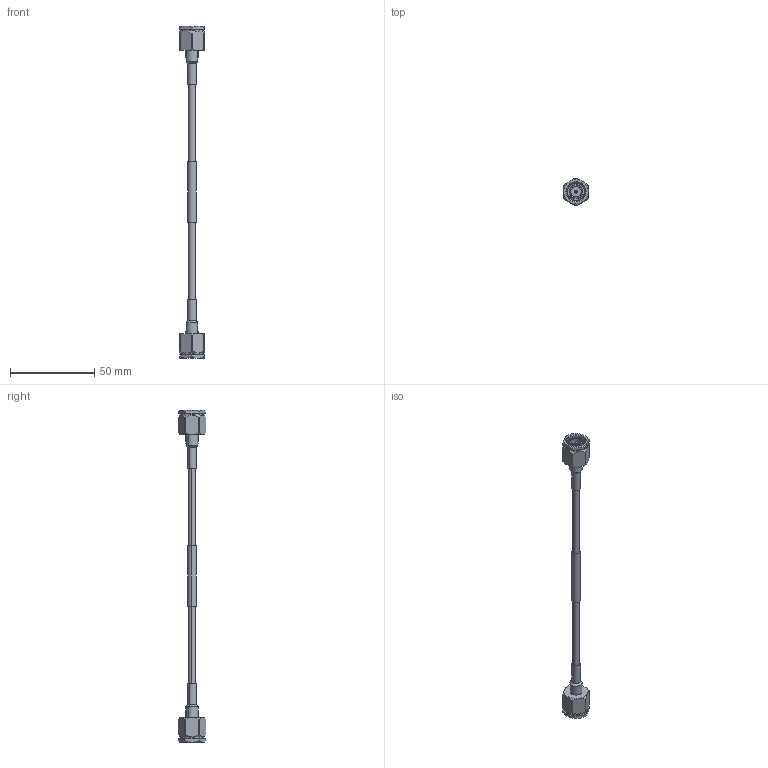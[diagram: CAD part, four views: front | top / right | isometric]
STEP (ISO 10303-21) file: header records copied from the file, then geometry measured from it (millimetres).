
FILE_DESCRIPTION (( 'STEP AP203' ), '1' );
FILE_NAME ('FMCA1043.step', '2019-06-11T14:58:21', ( '' ), ( '' ), 'SwSTEP 2.0', 'SolidWorks 2018', '' );
FILE_SCHEMA (( 'CONFIG_CONTROL_DESIGN' ));
Length unit declared in the file: inch
Products named in the file (4): FMCA1043; Coax Cable_FM141FLEX; Part5^FMCA1043; N Male vendor
Assembly tree (4 placements, depth 2):
  FMCA1043
    Coax Cable_FM141FLEX
    N Male vendor  x2
    Part5^FMCA1043
Bounding box: 14.29 x 16.18 x 196.6 mm (x, y, z)
Volume: 7181.6 mm3; surface area: 6648.6 mm2
Topology: 4 solids, 4 shells, 202 faces, 504 edges, 330 vertices
Faces by surface type: cylinder 94, plane 52, cone 46, bspline 10
Entity records: 5053 total; most frequent: CARTESIAN_POINT 2180, ORIENTED_EDGE 516, DIRECTION 507, EDGE_CURVE 258, AXIS2_PLACEMENT_3D 209, VERTEX_POINT 169, EDGE_LOOP 115, FACE_OUTER_BOUND 105
